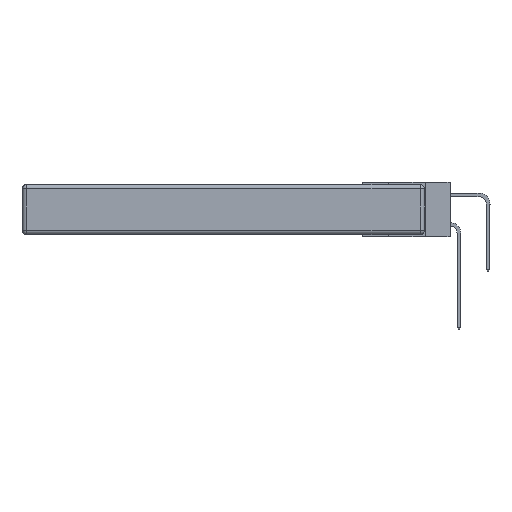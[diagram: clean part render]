
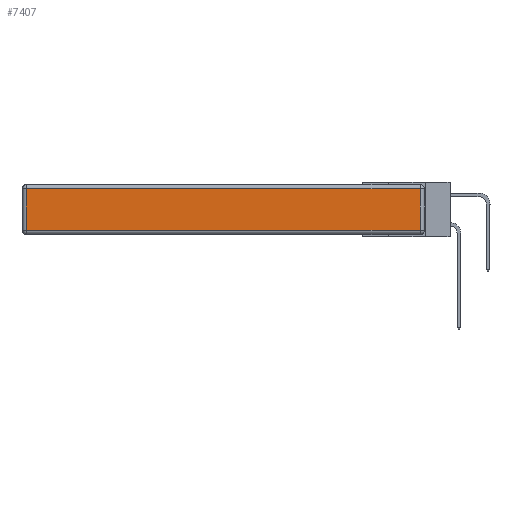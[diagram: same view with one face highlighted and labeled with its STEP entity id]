
A CAD part, left-side view. The second image highlights one B-rep face of the part: STEP entity #7407.
In plain terms, the highlighted planar face has unit normal (-1, 0, 0).
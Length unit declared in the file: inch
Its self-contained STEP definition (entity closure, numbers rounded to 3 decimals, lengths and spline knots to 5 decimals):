
#234 = EDGE_CURVE ( 'NONE', #20904, #18408, #11348, .T. ) ;
#1455 = LINE ( 'NONE', #13388, #22644 ) ;
#1953 = CARTESIAN_POINT ( 'NONE',  ( 0., 0., -0.343 ) ) ;
#2067 = DIRECTION ( 'NONE',  ( 0., 0., -1. ) ) ;
#2095 = VERTEX_POINT ( 'NONE', #3621 ) ;
#3621 = CARTESIAN_POINT ( 'NONE',  ( 0., 2.72, -0.313 ) ) ;
#4232 = DIRECTION ( 'NONE',  ( 0., 0., 1. ) ) ;
#4581 = DIRECTION ( 'NONE',  ( 0., 1., 0. ) ) ;
#5465 = CARTESIAN_POINT ( 'NONE',  ( 0., 0.03, -0.313 ) ) ;
#5771 = DIRECTION ( 'NONE',  ( -1., 0., 0. ) ) ;
#7407 = ADVANCED_FACE ( 'NONE', ( #15856 ), #18017, .T. ) ;
#7415 = DIRECTION ( 'NONE',  ( 0., -1., 0. ) ) ;
#7473 = VECTOR ( 'NONE', #4581, 39.37008 ) ;
#8625 = CARTESIAN_POINT ( 'NONE',  ( 0., 2.75, -0.03 ) ) ;
#8706 = LINE ( 'NONE', #18482, #8999 ) ;
#8999 = VECTOR ( 'NONE', #7415, 39.37008 ) ;
#9277 = VECTOR ( 'NONE', #4232, 39.37008 ) ;
#9577 = DIRECTION ( 'NONE',  ( 0., 0., 1. ) ) ;
#10009 = EDGE_CURVE ( 'NONE', #2095, #20904, #8706, .T. ) ;
#10564 = VERTEX_POINT ( 'NONE', #17497 ) ;
#11348 = LINE ( 'NONE', #15506, #9277 ) ;
#11438 = ORIENTED_EDGE ( 'NONE', *, *, #234, .T. ) ;
#12317 = CARTESIAN_POINT ( 'NONE',  ( 0., 0.03, -0.03 ) ) ;
#13388 = CARTESIAN_POINT ( 'NONE',  ( 0., 2.72, -0.343 ) ) ;
#15088 = EDGE_CURVE ( 'NONE', #18408, #10564, #17438, .T. ) ;
#15506 = CARTESIAN_POINT ( 'NONE',  ( 0., 0.03, -0.343 ) ) ;
#15856 = FACE_OUTER_BOUND ( 'NONE', #21085, .T. ) ;
#17016 = ORIENTED_EDGE ( 'NONE', *, *, #22303, .T. ) ;
#17438 = LINE ( 'NONE', #8625, #7473 ) ;
#17497 = CARTESIAN_POINT ( 'NONE',  ( 0., 2.72, -0.03 ) ) ;
#18017 = PLANE ( 'NONE',  #20702 ) ;
#18040 = ORIENTED_EDGE ( 'NONE', *, *, #10009, .T. ) ;
#18408 = VERTEX_POINT ( 'NONE', #12317 ) ;
#18482 = CARTESIAN_POINT ( 'NONE',  ( 0., 0., -0.313 ) ) ;
#19843 = ORIENTED_EDGE ( 'NONE', *, *, #15088, .T. ) ;
#20702 = AXIS2_PLACEMENT_3D ( 'NONE', #1953, #5771, #9577 ) ;
#20904 = VERTEX_POINT ( 'NONE', #5465 ) ;
#21085 = EDGE_LOOP ( 'NONE', ( #18040, #11438, #19843, #17016 ) ) ;
#22303 = EDGE_CURVE ( 'NONE', #10564, #2095, #1455, .T. ) ;
#22644 = VECTOR ( 'NONE', #2067, 39.37008 ) ;
